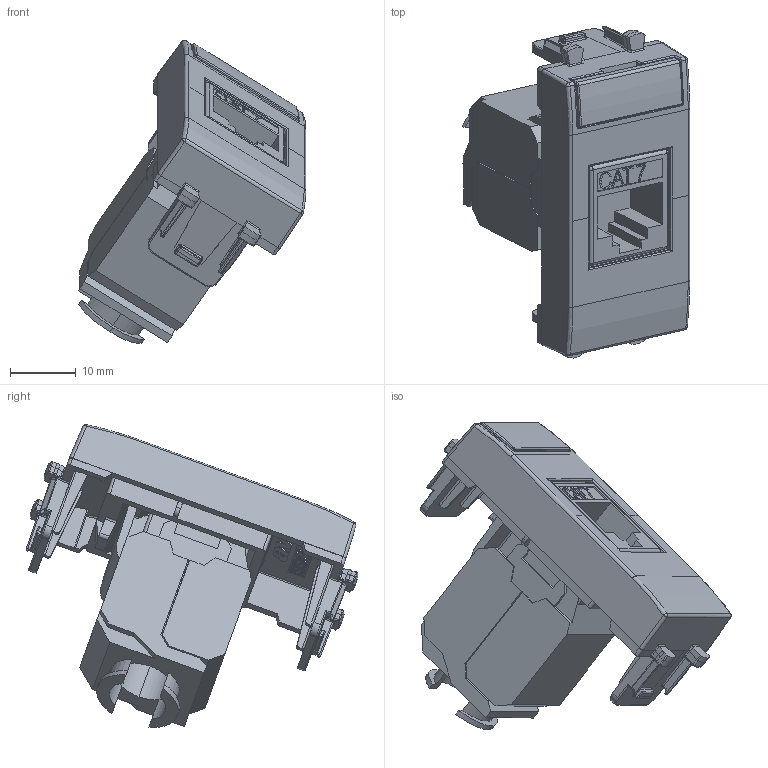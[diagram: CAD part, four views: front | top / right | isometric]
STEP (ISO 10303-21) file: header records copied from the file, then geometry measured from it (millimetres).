
FILE_DESCRIPTION(('CATIA V5 STEP Exchange'),'2;1');
FILE_NAME('441027C7.stp','2024-02-23T13:12:51+00:00',('none'),('none'),'CATIA Version 5-6 Release 2016 SP6','CATIA V5 STEP AP203','none');
FILE_SCHEMA(('CONFIG_CONTROL_DESIGN'));
Products named in the file (1): 441027C7
Assembly tree (3 placements, depth 2):
  441027C7
    #57
    #1231
    #8675
Bounding box: 34.69 x 50.64 x 46.22 mm (x, y, z)
Volume: 11910.4 mm3; surface area: 10418.5 mm2
Topology: 3 solids, 3 shells, 1521 faces, 4167 edges, 2624 vertices
Faces by surface type: plane 999, cylinder 326, bspline 88, sphere 42, extrusion 28, cone 24, torus 14
Entity records: 54884 total; most frequent: CARTESIAN_POINT 19178, ORIENTED_EDGE 8234, DIRECTION 5864, EDGE_CURVE 4117, VECTOR 3145, LINE 3117, VERTEX_POINT 2624, EDGE_LOOP 1565
